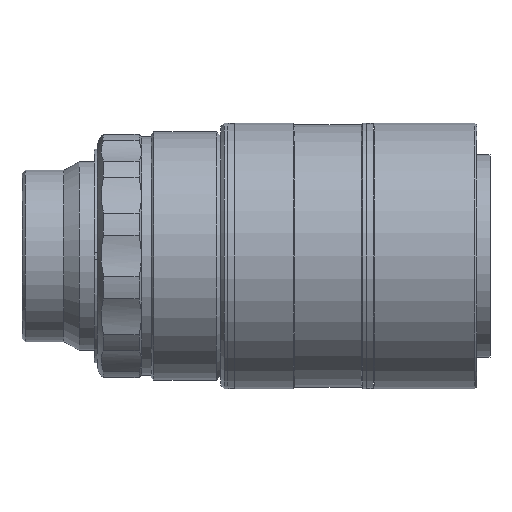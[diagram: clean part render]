
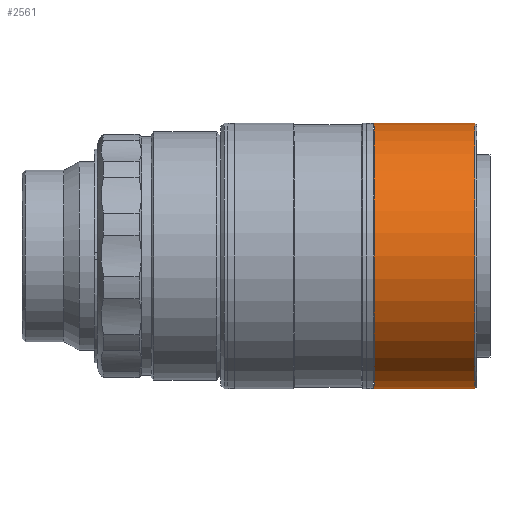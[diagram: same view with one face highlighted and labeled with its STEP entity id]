
A CAD part, front view. The second image highlights one B-rep face of the part: STEP entity #2561.
In plain terms, the highlighted cylindrical face has radius 38 mm (diameter 76 mm), a partial arc.
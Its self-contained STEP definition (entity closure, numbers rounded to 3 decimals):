
#233 = VECTOR ( 'NONE', #1431, 1000. ) ;
#403 = DIRECTION ( 'NONE',  ( 0., 0., -1. ) ) ;
#445 = CYLINDRICAL_SURFACE ( 'NONE', #3817, 38. ) ;
#624 = ORIENTED_EDGE ( 'NONE', *, *, #3090, .T. ) ;
#625 = VERTEX_POINT ( 'NONE', #3248 ) ;
#626 = CARTESIAN_POINT ( 'NONE',  ( -40.76, 0., 0. ) ) ;
#673 = CIRCLE ( 'NONE', #2272, 38. ) ;
#698 = AXIS2_PLACEMENT_3D ( 'NONE', #3904, #3658, #403 ) ;
#726 = EDGE_CURVE ( 'NONE', #3752, #3859, #1721, .T. ) ;
#778 = DIRECTION ( 'NONE',  ( 0., 0., -1. ) ) ;
#1113 = DIRECTION ( 'NONE',  ( 1., 0., 0. ) ) ;
#1394 = DIRECTION ( 'NONE',  ( 1., 0., 0. ) ) ;
#1431 = DIRECTION ( 'NONE',  ( 1., 0., 0. ) ) ;
#1492 = ORIENTED_EDGE ( 'NONE', *, *, #726, .F. ) ;
#1528 = ORIENTED_EDGE ( 'NONE', *, *, #2584, .T. ) ;
#1701 = EDGE_LOOP ( 'NONE', ( #1492, #624, #2799, #1528 ) ) ;
#1721 = LINE ( 'NONE', #2028, #1809 ) ;
#1809 = VECTOR ( 'NONE', #1394, 1000. ) ;
#1848 = VERTEX_POINT ( 'NONE', #2994 ) ;
#1875 = CARTESIAN_POINT ( 'NONE',  ( -11.98, 0., 38. ) ) ;
#1901 = DIRECTION ( 'NONE',  ( 1., 0., 0. ) ) ;
#2028 = CARTESIAN_POINT ( 'NONE',  ( 0., 0., 38. ) ) ;
#2272 = AXIS2_PLACEMENT_3D ( 'NONE', #626, #1901, #3488 ) ;
#2405 = FACE_OUTER_BOUND ( 'NONE', #1701, .T. ) ;
#2552 = EDGE_CURVE ( 'NONE', #625, #1848, #3252, .T. ) ;
#2561 = ADVANCED_FACE ( 'NONE', ( #2405 ), #445, .T. ) ;
#2584 = EDGE_CURVE ( 'NONE', #1848, #3859, #3888, .T. ) ;
#2799 = ORIENTED_EDGE ( 'NONE', *, *, #2552, .T. ) ;
#2994 = CARTESIAN_POINT ( 'NONE',  ( -11.98, 0., -38. ) ) ;
#3090 = EDGE_CURVE ( 'NONE', #3752, #625, #673, .T. ) ;
#3248 = CARTESIAN_POINT ( 'NONE',  ( -40.76, 0., -38. ) ) ;
#3252 = LINE ( 'NONE', #3966, #233 ) ;
#3488 = DIRECTION ( 'NONE',  ( 0., 0., -1. ) ) ;
#3584 = CARTESIAN_POINT ( 'NONE',  ( -40.76, 0., 38. ) ) ;
#3658 = DIRECTION ( 'NONE',  ( -1., 0., 0. ) ) ;
#3752 = VERTEX_POINT ( 'NONE', #3584 ) ;
#3817 = AXIS2_PLACEMENT_3D ( 'NONE', #3923, #1113, #778 ) ;
#3859 = VERTEX_POINT ( 'NONE', #1875 ) ;
#3888 = CIRCLE ( 'NONE', #698, 38. ) ;
#3904 = CARTESIAN_POINT ( 'NONE',  ( -11.98, 0., 0. ) ) ;
#3923 = CARTESIAN_POINT ( 'NONE',  ( 0., 0., 0. ) ) ;
#3966 = CARTESIAN_POINT ( 'NONE',  ( 0., 0., -38. ) ) ;
